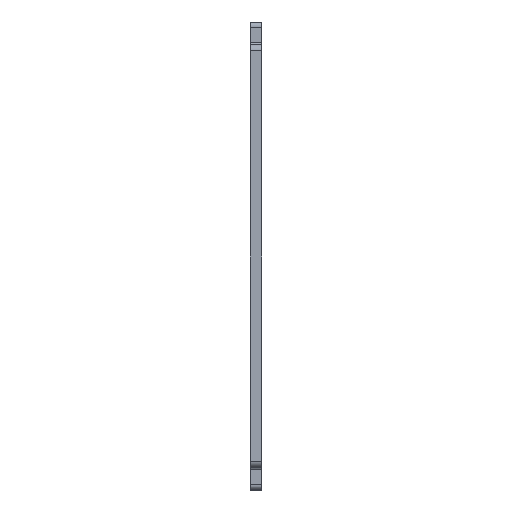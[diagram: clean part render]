
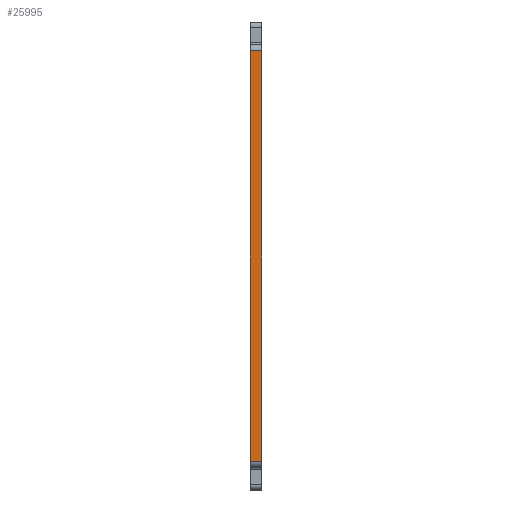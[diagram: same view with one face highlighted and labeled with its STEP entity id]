
A CAD part, left-side view. The second image highlights one B-rep face of the part: STEP entity #25995.
In plain terms, the highlighted planar face has unit normal (-1, 0, 0).
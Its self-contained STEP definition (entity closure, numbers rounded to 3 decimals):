
#202=PLANE('',#27702);
#1211=FACE_OUTER_BOUND('',#2605,.T.);
#2605=EDGE_LOOP('',(#19277,#19278,#19279,#19280));
#4027=LINE('',#36816,#7285);
#5004=LINE('',#39418,#8262);
#5005=LINE('',#39421,#8263);
#5006=LINE('',#39422,#8264);
#7285=VECTOR('',#29527,10.);
#8262=VECTOR('',#31218,10.);
#8263=VECTOR('',#31221,10.);
#8264=VECTOR('',#31222,10.);
#11247=VERTEX_POINT('',#36813);
#11248=VERTEX_POINT('',#36815);
#12516=VERTEX_POINT('',#39416);
#12517=VERTEX_POINT('',#39420);
#13907=EDGE_CURVE('',#11247,#11248,#4027,.T.);
#15209=EDGE_CURVE('',#11248,#12516,#5004,.T.);
#15210=EDGE_CURVE('',#12517,#11247,#5005,.T.);
#15211=EDGE_CURVE('',#12516,#12517,#5006,.T.);
#19277=ORIENTED_EDGE('',*,*,#15209,.F.);
#19278=ORIENTED_EDGE('',*,*,#13907,.F.);
#19279=ORIENTED_EDGE('',*,*,#15210,.F.);
#19280=ORIENTED_EDGE('',*,*,#15211,.F.);
#25995=ADVANCED_FACE('',(#1211),#202,.T.);
#27702=AXIS2_PLACEMENT_3D('',#39419,#31219,#31220);
#29527=DIRECTION('',(0.,0.,-1.));
#31218=DIRECTION('',(0.,1.,0.));
#31219=DIRECTION('center_axis',(-1.,0.,0.));
#31220=DIRECTION('ref_axis',(0.,0.,1.));
#31221=DIRECTION('',(0.,-1.,0.));
#31222=DIRECTION('',(0.,0.,1.));
#36813=CARTESIAN_POINT('',(-0.525,0.,122.35));
#36815=CARTESIAN_POINT('',(-0.525,0.,1.475));
#36816=CARTESIAN_POINT('',(-0.525,0.,124.35));
#39416=CARTESIAN_POINT('',(-0.525,3.5,1.475));
#39418=CARTESIAN_POINT('',(-0.525,0.,1.475));
#39419=CARTESIAN_POINT('Origin',(-0.525,0.,-0.525));
#39420=CARTESIAN_POINT('',(-0.525,3.5,122.35));
#39421=CARTESIAN_POINT('',(-0.525,0.,122.35));
#39422=CARTESIAN_POINT('',(-0.525,3.5,124.35));
